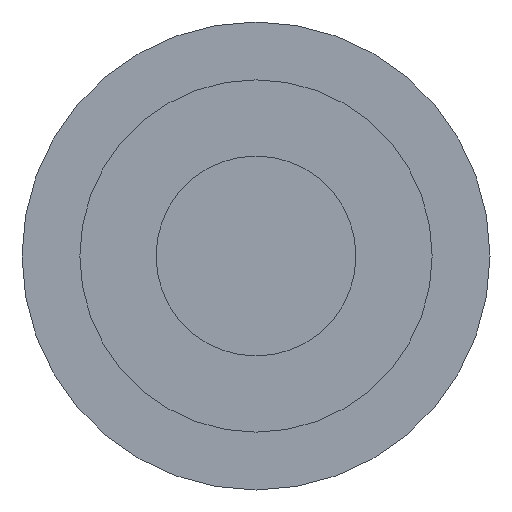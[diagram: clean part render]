
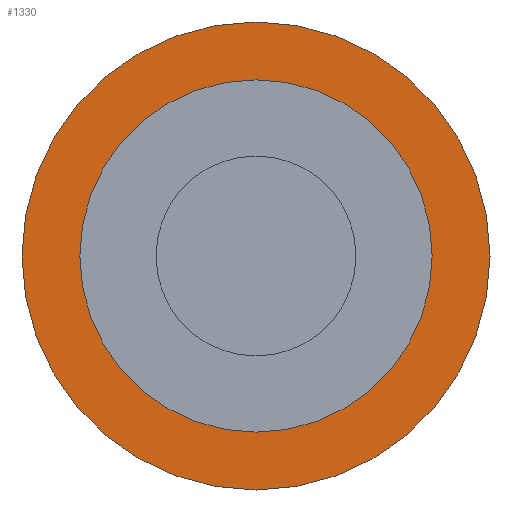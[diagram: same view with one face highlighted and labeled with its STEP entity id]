
A CAD part, front view. The second image highlights one B-rep face of the part: STEP entity #1330.
In plain terms, the highlighted planar face has unit normal (0, -1, 0).
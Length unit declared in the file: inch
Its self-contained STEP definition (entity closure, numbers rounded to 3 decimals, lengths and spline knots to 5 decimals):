
#29 = CARTESIAN_POINT ( 'NONE',  ( 0., 0., 1.0825 ) ) ;
#71 = DIRECTION ( 'NONE',  ( 0., 0., -1. ) ) ;
#72 = DIRECTION ( 'NONE',  ( 0., -1., 0. ) ) ;
#79 = CARTESIAN_POINT ( 'NONE',  ( 1.0825, 0., 0. ) ) ;
#81 = PLANE ( 'NONE',  #643 ) ;
#131 = CARTESIAN_POINT ( 'NONE',  ( 0., 0., -0.815 ) ) ;
#139 = CARTESIAN_POINT ( 'NONE',  ( 0., 0., 0.815 ) ) ;
#179 = CARTESIAN_POINT ( 'NONE',  ( 0., 0., -1.0825 ) ) ;
#270 = EDGE_CURVE ( 'NONE', #850, #849, #565, .T. ) ;
#274 = EDGE_CURVE ( 'NONE', #838, #836, #497, .T. ) ;
#329 = EDGE_CURVE ( 'NONE', #836, #838, #566, .T. ) ;
#330 = EDGE_CURVE ( 'NONE', #849, #850, #583, .T. ) ;
#331 = AXIS2_PLACEMENT_3D ( 'NONE', #1079, #1107, #1077 ) ;
#348 = AXIS2_PLACEMENT_3D ( 'NONE', #1277, #1275, #1274 ) ;
#360 = AXIS2_PLACEMENT_3D ( 'NONE', #1001, #1063, #936 ) ;
#361 = AXIS2_PLACEMENT_3D ( 'NONE', #875, #937, #893 ) ;
#475 = FACE_BOUND ( 'NONE', #720, .T. ) ;
#497 = CIRCLE ( 'NONE', #348, 1.0825 ) ;
#565 = CIRCLE ( 'NONE', #331, 0.815 ) ;
#566 = CIRCLE ( 'NONE', #361, 1.0825 ) ;
#583 = CIRCLE ( 'NONE', #360, 0.815 ) ;
#607 = FACE_OUTER_BOUND ( 'NONE', #743, .T. ) ;
#643 = AXIS2_PLACEMENT_3D ( 'NONE', #79, #72, #71 ) ;
#720 = EDGE_LOOP ( 'NONE', ( #826, #829 ) ) ;
#743 = EDGE_LOOP ( 'NONE', ( #832, #858 ) ) ;
#826 = ORIENTED_EDGE ( 'NONE', *, *, #270, .T. ) ;
#829 = ORIENTED_EDGE ( 'NONE', *, *, #330, .T. ) ;
#832 = ORIENTED_EDGE ( 'NONE', *, *, #274, .T. ) ;
#836 = VERTEX_POINT ( 'NONE', #29 ) ;
#838 = VERTEX_POINT ( 'NONE', #179 ) ;
#849 = VERTEX_POINT ( 'NONE', #139 ) ;
#850 = VERTEX_POINT ( 'NONE', #131 ) ;
#858 = ORIENTED_EDGE ( 'NONE', *, *, #329, .T. ) ;
#875 = CARTESIAN_POINT ( 'NONE',  ( 0., 0., 0. ) ) ;
#893 = DIRECTION ( 'NONE',  ( 0., 0., -1. ) ) ;
#936 = DIRECTION ( 'NONE',  ( 0., 0., -1. ) ) ;
#937 = DIRECTION ( 'NONE',  ( 0., -1., 0. ) ) ;
#1001 = CARTESIAN_POINT ( 'NONE',  ( 0., 0., 0. ) ) ;
#1063 = DIRECTION ( 'NONE',  ( 0., 1., 0. ) ) ;
#1077 = DIRECTION ( 'NONE',  ( 0., 0., -1. ) ) ;
#1079 = CARTESIAN_POINT ( 'NONE',  ( 0., 0., 0. ) ) ;
#1107 = DIRECTION ( 'NONE',  ( 0., 1., 0. ) ) ;
#1274 = DIRECTION ( 'NONE',  ( 0., 0., -1. ) ) ;
#1275 = DIRECTION ( 'NONE',  ( 0., -1., 0. ) ) ;
#1277 = CARTESIAN_POINT ( 'NONE',  ( 0., 0., 0. ) ) ;
#1330 = ADVANCED_FACE ( 'NONE', ( #475, #607 ), #81, .T. ) ;
